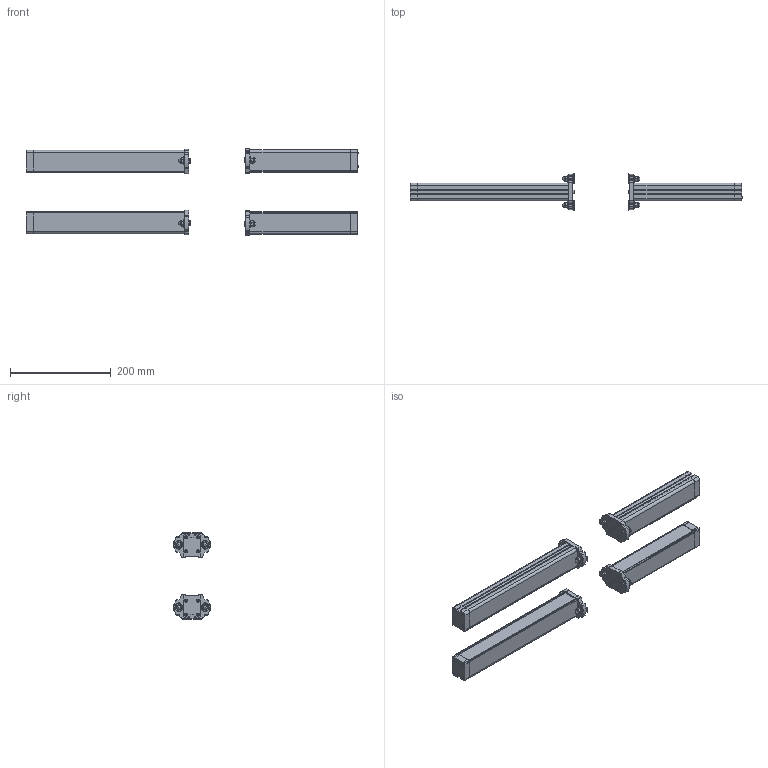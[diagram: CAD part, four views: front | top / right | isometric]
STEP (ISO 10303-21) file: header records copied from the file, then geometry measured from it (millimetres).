
FILE_DESCRIPTION (( 'STEP AP214' ), '1' );
FILE_NAME ('MA-T2X.STEP', '2020-09-29T17:25:00', ( '' ), ( '' ), 'SwSTEP 2.0', 'SolidWorks 2019', '' );
FILE_SCHEMA (( 'AUTOMOTIVE_DESIGN' ));
Length unit declared in the file: millimetre
Products named in the file (5): MA-T2X; MA-T2X - 2; MA-T2X - 3; MA-T2X - 1; MA-T2X - 4
Assembly tree (4 placements, depth 2):
  MA-T2X
    MA-T2X - 1
    MA-T2X - 2
    MA-T2X - 3
    MA-T2X - 4
Bounding box: 657.81 x 72 x 171.14 mm (x, y, z)
Volume: 1613001.2 mm3; surface area: 333674.1 mm2
Topology: 72 solids, 72 shells, 1352 faces, 3502 edges, 2338 vertices
Faces by surface type: plane 716, cylinder 588, bspline 32, cone 16
Full cylindrical faces by diameter (mm): 3 x32, 3.6 x16, 3.8 x16, 5 x8, 5.3 x8, 5.5 x8, 6 x16, 7 x4, 10 x8, 15 x8
Entity records: 42446 total; most frequent: CARTESIAN_POINT 8415, DIRECTION 7070, ORIENTED_EDGE 6544, EDGE_CURVE 3272, AXIS2_PLACEMENT_3D 2519, VERTEX_POINT 2280, VECTOR 2032, LINE 2032
